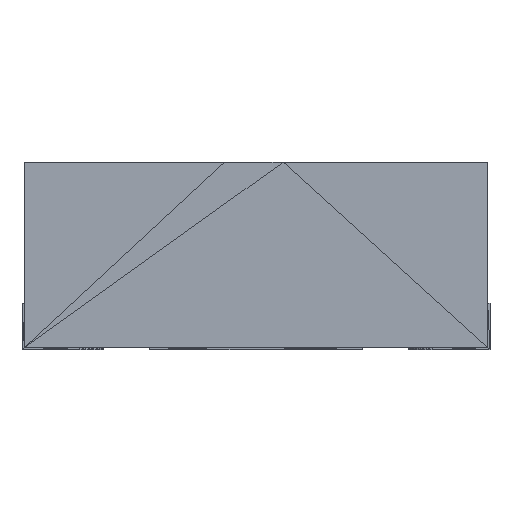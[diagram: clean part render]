
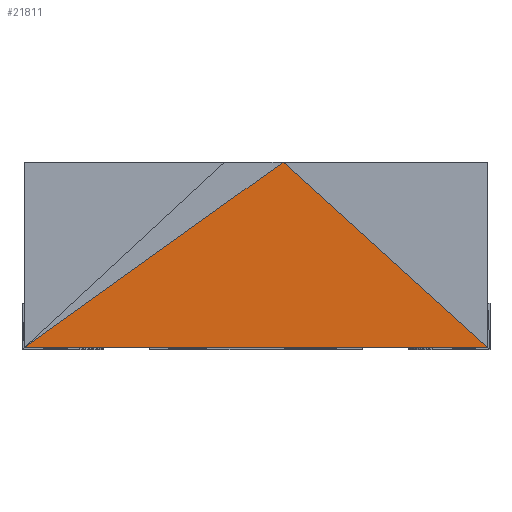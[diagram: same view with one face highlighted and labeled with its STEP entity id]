
A CAD part, front view. The second image highlights one B-rep face of the part: STEP entity #21811.
In plain terms, the highlighted planar face has unit normal (0, -1, 0).
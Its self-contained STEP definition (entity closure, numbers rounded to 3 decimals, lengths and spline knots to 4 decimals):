
#5992=DIRECTION('',(-1.0,0.0,0.0));
#5993=VECTOR('',#5992,1000.0);
#13808=CARTESIAN_POINT('',(1.0,-1.0,0.01));
#13809=VERTEX_POINT('',#13808);
#13812=CARTESIAN_POINT('',(-1.0,-1.0,0.01));
#13813=VERTEX_POINT('',#13812);
#14494=CARTESIAN_POINT('',(0.117,-1.0,0.81));
#14495=VERTEX_POINT('',#14494);
#15113=LINE('',#13808,#5993);
#15114=EDGE_CURVE('',#13809,#13813,#15113,.T.);
#21767=DIRECTION('',(0.741,0.0,-0.671));
#21768=VECTOR('',#21767,1000.0);
#21783=DIRECTION('',(-0.741,0.0,0.671));
#21789=LINE('',#14494,#21768);
#21790=EDGE_CURVE('',#14495,#13809,#21789,.T.);
#21799=DIRECTION('',(-0.813,0.0,-0.582));
#21800=VECTOR('',#21799,1000.0);
#21801=LINE('',#14494,#21800);
#21802=EDGE_CURVE('',#14495,#13813,#21801,.T.);
#21803=ORIENTED_EDGE('',*,*,#21790,.F.);
#21804=ORIENTED_EDGE('',*,*,#21802,.T.);
#21805=ORIENTED_EDGE('',*,*,#15114,.F.);
#21806=DIRECTION('',(-0.0,-1.0,0.0));
#21807=AXIS2_PLACEMENT_3D('',#13808,#21806,#21783);
#21808=PLANE('',#21807);
#21809=EDGE_LOOP('',(#21803,#21804,#21805));
#21810=FACE_BOUND('',#21809,.T.);
#21811=ADVANCED_FACE('',(#21810),#21808,.T.);
